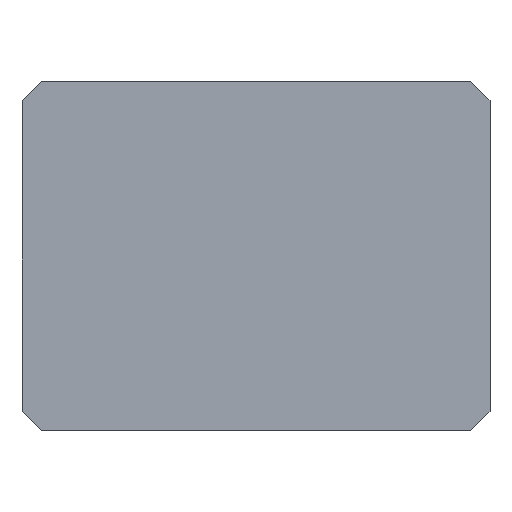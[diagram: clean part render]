
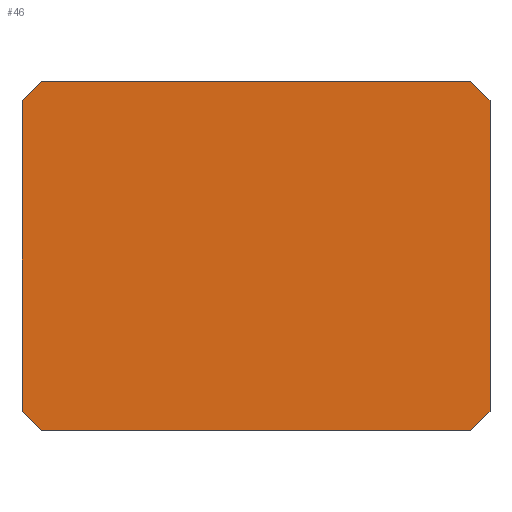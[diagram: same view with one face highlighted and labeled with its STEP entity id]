
A CAD part, top view. The second image highlights one B-rep face of the part: STEP entity #46.
In plain terms, the highlighted planar face has unit normal (0, 0, 1).
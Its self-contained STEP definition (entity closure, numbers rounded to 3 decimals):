
#46=ADVANCED_FACE('',(#77),#530,.T.);
#77=FACE_OUTER_BOUND('',#109,.T.);
#109=EDGE_LOOP('',(#270,#271,#272,#273,#274,#275,#276,#277));
#270=ORIENTED_EDGE('',*,*,#340,.T.);
#271=ORIENTED_EDGE('',*,*,#344,.T.);
#272=ORIENTED_EDGE('',*,*,#347,.T.);
#273=ORIENTED_EDGE('',*,*,#350,.T.);
#274=ORIENTED_EDGE('',*,*,#353,.T.);
#275=ORIENTED_EDGE('',*,*,#356,.T.);
#276=ORIENTED_EDGE('',*,*,#359,.T.);
#277=ORIENTED_EDGE('',*,*,#361,.T.);
#340=EDGE_CURVE('',#489,#488,#424,.T.);
#344=EDGE_CURVE('',#488,#491,#428,.T.);
#347=EDGE_CURVE('',#491,#493,#431,.T.);
#350=EDGE_CURVE('',#493,#495,#434,.T.);
#353=EDGE_CURVE('',#495,#497,#437,.T.);
#356=EDGE_CURVE('',#497,#499,#440,.T.);
#359=EDGE_CURVE('',#499,#501,#443,.T.);
#361=EDGE_CURVE('',#501,#489,#445,.T.);
#424=B_SPLINE_CURVE_WITH_KNOTS('',1,(#834,#835),.UNSPECIFIED.,.F.,.F.,(2,
2),(15224.079,15231.15),.UNSPECIFIED.);
#428=B_SPLINE_CURVE_WITH_KNOTS('',1,(#842,#843),.UNSPECIFIED.,.F.,.F.,(2,
2),(15231.15,15302.332),.UNSPECIFIED.);
#431=B_SPLINE_CURVE_WITH_KNOTS('',1,(#848,#849),.UNSPECIFIED.,.F.,.F.,(2,
2),(15302.332,15309.403),.UNSPECIFIED.);
#434=B_SPLINE_CURVE_WITH_KNOTS('',1,(#854,#855),.UNSPECIFIED.,.F.,.F.,(2,
2),(15309.403,15311.698),.UNSPECIFIED.);
#437=B_SPLINE_CURVE_WITH_KNOTS('',1,(#860,#861),.UNSPECIFIED.,.F.,.F.,(2,
2),(15311.698,15318.769),.UNSPECIFIED.);
#440=B_SPLINE_CURVE_WITH_KNOTS('',1,(#866,#867),.UNSPECIFIED.,.F.,.F.,(2,
2),(15318.769,15321.223),.UNSPECIFIED.);
#443=B_SPLINE_CURVE_WITH_KNOTS('',1,(#872,#873),.UNSPECIFIED.,.F.,.F.,(2,
2),(15321.223,15328.295),.UNSPECIFIED.);
#445=B_SPLINE_CURVE_WITH_KNOTS('',1,(#877,#878,#879),.UNSPECIFIED.,.F.,
 .F.,(2,1,2),(15328.295,15330.226,15347.992),
 .UNSPECIFIED.);
#488=VERTEX_POINT('',#692);
#489=VERTEX_POINT('',#693);
#491=VERTEX_POINT('',#695);
#493=VERTEX_POINT('',#697);
#495=VERTEX_POINT('',#699);
#497=VERTEX_POINT('',#701);
#499=VERTEX_POINT('',#703);
#501=VERTEX_POINT('',#705);
#530=PLANE('',#577);
#577=AXIS2_PLACEMENT_3D('',#649,#607,$);
#607=DIRECTION('',(0.,0.,1.));
#649=CARTESIAN_POINT('',(140.303,102.375,56.8));
#692=CARTESIAN_POINT('',(125.047,5.,56.8));
#693=CARTESIAN_POINT('',(120.047,0.,56.8));
#695=CARTESIAN_POINT('',(125.047,86.,56.8));
#697=CARTESIAN_POINT('',(120.047,91.,56.8));
#699=CARTESIAN_POINT('',(8.,91.,56.8));
#701=CARTESIAN_POINT('',(3.,86.,56.8));
#703=CARTESIAN_POINT('',(3.,5.,56.8));
#705=CARTESIAN_POINT('',(8.,0.,56.8));
#834=CARTESIAN_POINT('',(120.047,0.,56.8));
#835=CARTESIAN_POINT('',(125.047,5.,56.8));
#842=CARTESIAN_POINT('',(125.047,5.,56.8));
#843=CARTESIAN_POINT('',(125.047,86.,56.8));
#848=CARTESIAN_POINT('',(125.047,86.,56.8));
#849=CARTESIAN_POINT('',(120.047,91.,56.8));
#854=CARTESIAN_POINT('',(120.047,91.,56.8));
#855=CARTESIAN_POINT('',(8.,91.,56.8));
#860=CARTESIAN_POINT('',(8.,91.,56.8));
#861=CARTESIAN_POINT('',(3.,86.,56.8));
#866=CARTESIAN_POINT('',(3.,86.,56.8));
#867=CARTESIAN_POINT('',(3.,5.,56.8));
#872=CARTESIAN_POINT('',(3.,5.,56.8));
#873=CARTESIAN_POINT('',(8.,0.,56.8));
#877=CARTESIAN_POINT('',(8.,0.,56.8));
#878=CARTESIAN_POINT('',(102.281,0.,56.8));
#879=CARTESIAN_POINT('',(120.047,0.,56.8));
